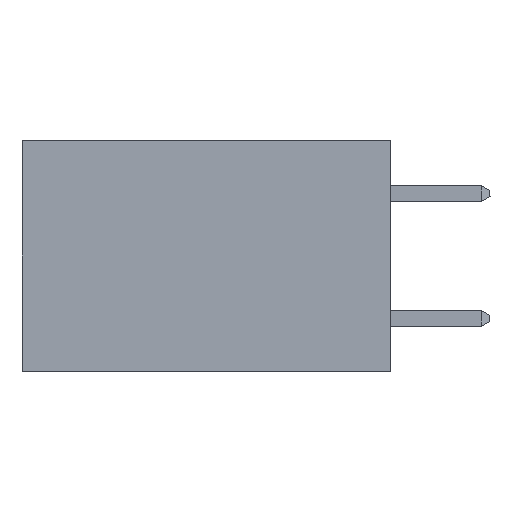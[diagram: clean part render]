
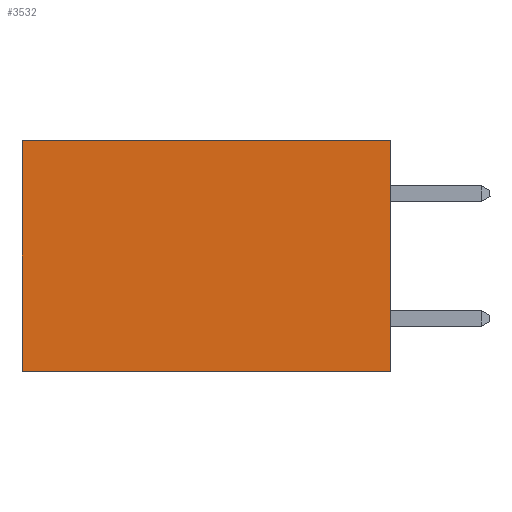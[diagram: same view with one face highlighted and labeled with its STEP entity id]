
A CAD part, left-side view. The second image highlights one B-rep face of the part: STEP entity #3532.
In plain terms, the highlighted planar face has unit normal (-1, 0, 0).
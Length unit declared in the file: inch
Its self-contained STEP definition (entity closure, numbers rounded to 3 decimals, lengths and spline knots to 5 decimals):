
#1128 = ORIENTED_EDGE ( 'NONE', *, *, #15182, .F. ) ;
#1730 = LINE ( 'NONE', #13202, #15707 ) ;
#2181 = CARTESIAN_POINT ( 'NONE',  ( 0.277, 0., 0. ) ) ;
#2603 = VECTOR ( 'NONE', #10428, 39.37008 ) ;
#2886 = ORIENTED_EDGE ( 'NONE', *, *, #7745, .T. ) ;
#3532 = ADVANCED_FACE ( 'NONE', ( #8556 ), #12538, .F. ) ;
#3947 = VERTEX_POINT ( 'NONE', #4535 ) ;
#4079 = CARTESIAN_POINT ( 'NONE',  ( 0.277, 0., -0.37 ) ) ;
#4535 = CARTESIAN_POINT ( 'NONE',  ( 0.277, 0.59, -0.37 ) ) ;
#5607 = DIRECTION ( 'NONE',  ( 0., 0., -1. ) ) ;
#5678 = VERTEX_POINT ( 'NONE', #2181 ) ;
#5790 = EDGE_LOOP ( 'NONE', ( #2886, #13498, #1128, #14265 ) ) ;
#6235 = VECTOR ( 'NONE', #12726, 39.37008 ) ;
#7745 = EDGE_CURVE ( 'NONE', #16895, #3947, #10328, .T. ) ;
#8556 = FACE_OUTER_BOUND ( 'NONE', #5790, .T. ) ;
#8909 = VECTOR ( 'NONE', #5607, 39.37008 ) ;
#9525 = DIRECTION ( 'NONE',  ( 0., 0., -1. ) ) ;
#9547 = DIRECTION ( 'NONE',  ( 1., 0., 0. ) ) ;
#9752 = VERTEX_POINT ( 'NONE', #4079 ) ;
#10328 = LINE ( 'NONE', #10514, #2603 ) ;
#10343 = LINE ( 'NONE', #11330, #6235 ) ;
#10428 = DIRECTION ( 'NONE',  ( 0., 0., -1. ) ) ;
#10514 = CARTESIAN_POINT ( 'NONE',  ( 0.277, 0.59, -0.37 ) ) ;
#10618 = EDGE_CURVE ( 'NONE', #5678, #16895, #10343, .T. ) ;
#11330 = CARTESIAN_POINT ( 'NONE',  ( 0.277, 0., 0. ) ) ;
#11857 = EDGE_CURVE ( 'NONE', #9752, #3947, #1730, .T. ) ;
#12520 = CARTESIAN_POINT ( 'NONE',  ( 0.277, 0., -0.37 ) ) ;
#12538 = PLANE ( 'NONE',  #13859 ) ;
#12726 = DIRECTION ( 'NONE',  ( 0., 1., 0. ) ) ;
#12976 = LINE ( 'NONE', #16279, #8909 ) ;
#13202 = CARTESIAN_POINT ( 'NONE',  ( 0.277, 0., -0.37 ) ) ;
#13498 = ORIENTED_EDGE ( 'NONE', *, *, #11857, .F. ) ;
#13583 = CARTESIAN_POINT ( 'NONE',  ( 0.277, 0.59, 0. ) ) ;
#13859 = AXIS2_PLACEMENT_3D ( 'NONE', #12520, #9547, #9525 ) ;
#14265 = ORIENTED_EDGE ( 'NONE', *, *, #10618, .T. ) ;
#15182 = EDGE_CURVE ( 'NONE', #5678, #9752, #12976, .T. ) ;
#15707 = VECTOR ( 'NONE', #17309, 39.37008 ) ;
#16279 = CARTESIAN_POINT ( 'NONE',  ( 0.277, 0., -0.37 ) ) ;
#16895 = VERTEX_POINT ( 'NONE', #13583 ) ;
#17309 = DIRECTION ( 'NONE',  ( 0., 1., 0. ) ) ;
